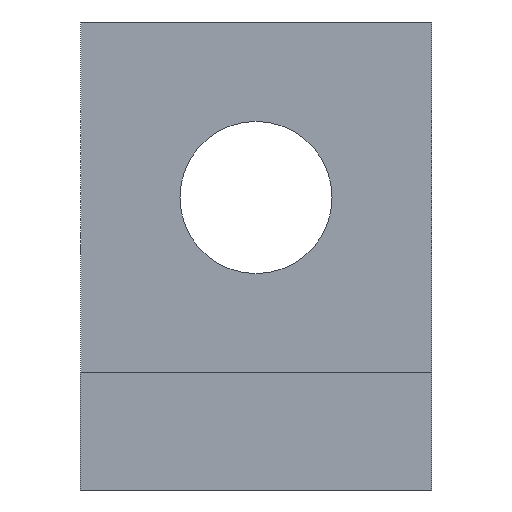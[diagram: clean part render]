
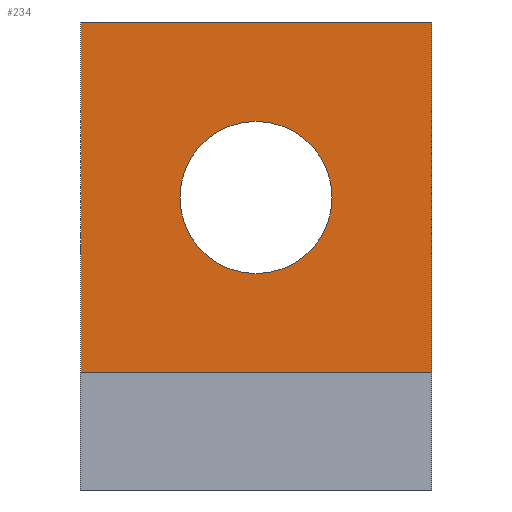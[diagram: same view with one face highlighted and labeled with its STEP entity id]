
A CAD part, left-side view. The second image highlights one B-rep face of the part: STEP entity #234.
In plain terms, the highlighted planar face has unit normal (-1, 0, 0).
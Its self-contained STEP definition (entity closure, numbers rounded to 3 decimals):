
#130=CARTESIAN_POINT('',(7.5,0.,9.25));
#131=VERTEX_POINT('',#130);
#140=CARTESIAN_POINT('',(7.5,0.,15.75));
#141=VERTEX_POINT('',#140);
#142=CARTESIAN_POINT('',(7.5,0.,12.5));
#143=DIRECTION('',(1.0,0.0,0.0));
#144=DIRECTION('',(0.0,0.0,-1.0));
#145=AXIS2_PLACEMENT_3D('',#142,#143,#144);
#146=CIRCLE('',#145,3.25);
#147=EDGE_CURVE('',#141,#131,#146,.T.);
#181=CARTESIAN_POINT('',(7.5,0.,12.5));
#182=DIRECTION('',(1.0,0.0,0.0));
#183=DIRECTION('',(0.0,0.0,-1.0));
#184=AXIS2_PLACEMENT_3D('',#181,#182,#183);
#185=CIRCLE('',#184,3.25);
#186=EDGE_CURVE('',#131,#141,#185,.T.);
#191=CARTESIAN_POINT('',(7.5,-7.5,5.0));
#192=DIRECTION('',(-1.0,0.0,0.0));
#193=DIRECTION('',(0.0,0.0,-1.0));
#194=AXIS2_PLACEMENT_3D('',#191,#192,#193);
#195=PLANE('',#194);
#196=CARTESIAN_POINT('',(7.5,-7.5,20.0));
#197=VERTEX_POINT('',#196);
#198=CARTESIAN_POINT('',(7.5,7.5,20.0));
#199=VERTEX_POINT('',#198);
#200=CARTESIAN_POINT('',(7.5,-7.5,20.0));
#201=DIRECTION('',(0.0,1.0,0.0));
#202=VECTOR('',#201,15.0);
#203=LINE('',#200,#202);
#204=EDGE_CURVE('',#197,#199,#203,.T.);
#205=ORIENTED_EDGE('',*,*,#204,.T.);
#206=CARTESIAN_POINT('',(7.5,7.5,5.0));
#207=VERTEX_POINT('',#206);
#208=CARTESIAN_POINT('',(7.5,7.5,5.0));
#209=DIRECTION('',(0.0,0.0,1.0));
#210=VECTOR('',#209,15.0);
#211=LINE('',#208,#210);
#212=EDGE_CURVE('',#207,#199,#211,.T.);
#213=ORIENTED_EDGE('',*,*,#212,.F.);
#214=CARTESIAN_POINT('',(7.5,-7.5,5.0));
#215=VERTEX_POINT('',#214);
#216=CARTESIAN_POINT('',(7.5,-7.5,5.0));
#217=DIRECTION('',(0.0,1.0,0.0));
#218=VECTOR('',#217,15.0);
#219=LINE('',#216,#218);
#220=EDGE_CURVE('',#215,#207,#219,.T.);
#221=ORIENTED_EDGE('',*,*,#220,.F.);
#222=CARTESIAN_POINT('',(7.5,-7.5,5.0));
#223=DIRECTION('',(0.0,0.0,1.0));
#224=VECTOR('',#223,15.0);
#225=LINE('',#222,#224);
#226=EDGE_CURVE('',#215,#197,#225,.T.);
#227=ORIENTED_EDGE('',*,*,#226,.T.);
#228=EDGE_LOOP('',(#205,#213,#221,#227));
#229=FACE_OUTER_BOUND('',#228,.T.);
#230=ORIENTED_EDGE('',*,*,#186,.T.);
#231=ORIENTED_EDGE('',*,*,#147,.T.);
#232=EDGE_LOOP('',(#230,#231));
#233=FACE_BOUND('',#232,.T.);
#234=ADVANCED_FACE('',(#229,#233),#195,.T.);
